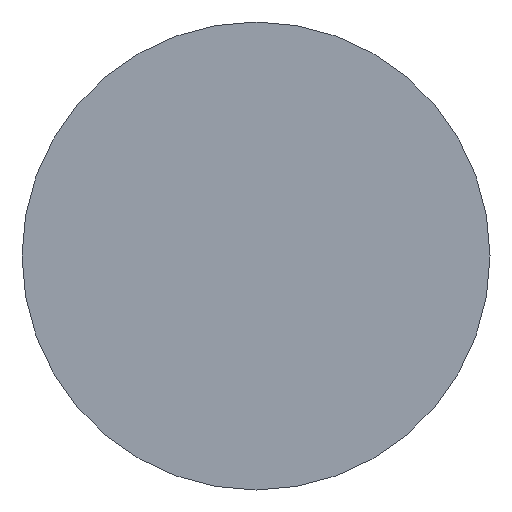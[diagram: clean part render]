
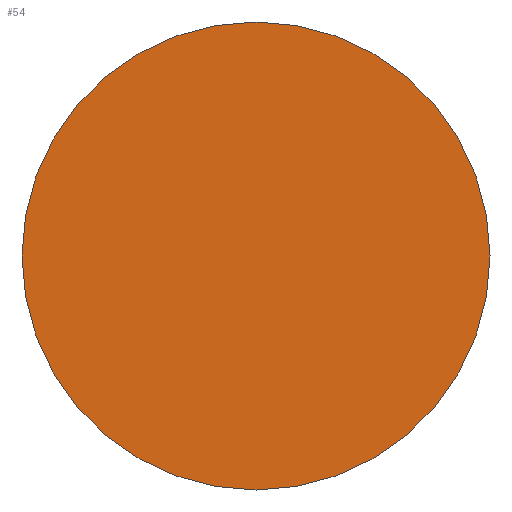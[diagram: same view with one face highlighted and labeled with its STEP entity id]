
A CAD part, front view. The second image highlights one B-rep face of the part: STEP entity #54.
In plain terms, the highlighted planar face has unit normal (0, -1, 0).
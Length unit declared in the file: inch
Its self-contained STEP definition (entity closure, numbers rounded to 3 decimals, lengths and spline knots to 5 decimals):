
#15=PLANE('',#81);
#18=FACE_OUTER_BOUND('',#21,.T.);
#21=EDGE_LOOP('',(#45,#46));
#24=CIRCLE('',#76,0.425);
#27=CIRCLE('',#79,0.425);
#28=VERTEX_POINT('',#101);
#29=VERTEX_POINT('',#102);
#32=EDGE_CURVE('',#28,#29,#24,.T.);
#36=EDGE_CURVE('',#29,#28,#27,.T.);
#45=ORIENTED_EDGE('',*,*,#32,.F.);
#46=ORIENTED_EDGE('',*,*,#36,.F.);
#54=ADVANCED_FACE('',(#18),#15,.F.);
#76=AXIS2_PLACEMENT_3D('',#103,#86,#87);
#79=AXIS2_PLACEMENT_3D('',#109,#93,#94);
#81=AXIS2_PLACEMENT_3D('',#111,#97,#98);
#86=DIRECTION('center_axis',(0.,1.,0.));
#87=DIRECTION('ref_axis',(0.,0.,1.));
#93=DIRECTION('center_axis',(0.,1.,0.));
#94=DIRECTION('ref_axis',(0.,0.,1.));
#97=DIRECTION('center_axis',(0.,1.,0.));
#98=DIRECTION('ref_axis',(0.,0.,1.));
#101=CARTESIAN_POINT('',(0.,0.,-0.425));
#102=CARTESIAN_POINT('',(0.,0.,0.425));
#103=CARTESIAN_POINT('Origin',(0.,0.,0.));
#109=CARTESIAN_POINT('Origin',(0.,0.,0.));
#111=CARTESIAN_POINT('Origin',(0.,0.,0.));
